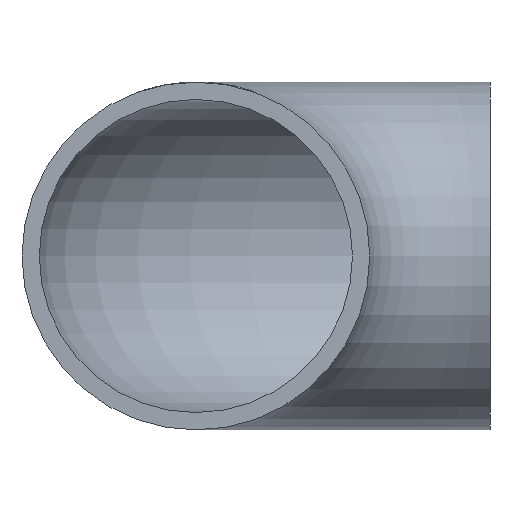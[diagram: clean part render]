
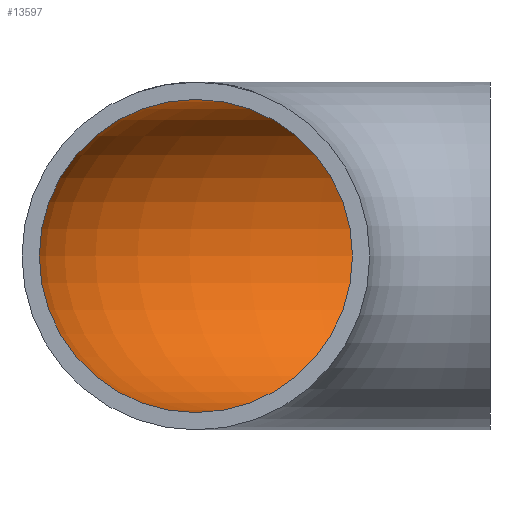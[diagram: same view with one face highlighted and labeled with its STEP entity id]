
A CAD part, front view. The second image highlights one B-rep face of the part: STEP entity #13597.
In plain terms, the highlighted toroidal (fillet/blend) face has major radius 51 mm and minor radius 27.15 mm.
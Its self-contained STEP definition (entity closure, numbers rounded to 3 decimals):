
#1673 = CARTESIAN_POINT ( 'NONE',  ( -51., 0., 27.15 ) ) ;
#2203 = DIRECTION ( 'NONE',  ( 0., 0., -1. ) ) ;
#3684 = CARTESIAN_POINT ( 'NONE',  ( 0., 51., 0. ) ) ;
#3766 = DIRECTION ( 'NONE',  ( 0., 1., 0. ) ) ;
#4043 = ORIENTED_EDGE ( 'NONE', *, *, #19437, .T. ) ;
#4073 = CIRCLE ( 'NONE', #8218, 27.15 ) ;
#5036 = FACE_OUTER_BOUND ( 'NONE', #18162, .T. ) ;
#6088 = TOROIDAL_SURFACE ( 'NONE', #11223, 51., 27.15 ) ;
#6809 = EDGE_CURVE ( 'NONE', #9320, #9320, #4073, .T. ) ;
#6899 = CIRCLE ( 'NONE', #18121, 27.15 ) ;
#6936 = FACE_OUTER_BOUND ( 'NONE', #14485, .T. ) ;
#8218 = AXIS2_PLACEMENT_3D ( 'NONE', #16016, #3766, #17624 ) ;
#9320 = VERTEX_POINT ( 'NONE', #1673 ) ;
#9816 = DIRECTION ( 'NONE',  ( 1., 0., 0. ) ) ;
#11223 = AXIS2_PLACEMENT_3D ( 'NONE', #16071, #2203, #17478 ) ;
#11719 = ORIENTED_EDGE ( 'NONE', *, *, #6809, .F. ) ;
#13597 = ADVANCED_FACE ( 'NONE', ( #5036, #6936 ), #6088, .F. ) ;
#14485 = EDGE_LOOP ( 'NONE', ( #11719 ) ) ;
#16016 = CARTESIAN_POINT ( 'NONE',  ( -51., 0., 0. ) ) ;
#16071 = CARTESIAN_POINT ( 'NONE',  ( 0., 0., 0. ) ) ;
#16130 = DIRECTION ( 'NONE',  ( 0., 1., 0. ) ) ;
#17151 = VERTEX_POINT ( 'NONE', #17241 ) ;
#17241 = CARTESIAN_POINT ( 'NONE',  ( 0., 78.15, 0. ) ) ;
#17478 = DIRECTION ( 'NONE',  ( -1., 0., 0. ) ) ;
#17624 = DIRECTION ( 'NONE',  ( 0., 0., 1. ) ) ;
#18121 = AXIS2_PLACEMENT_3D ( 'NONE', #3684, #9816, #16130 ) ;
#18162 = EDGE_LOOP ( 'NONE', ( #4043 ) ) ;
#19437 = EDGE_CURVE ( 'NONE', #17151, #17151, #6899, .T. ) ;
